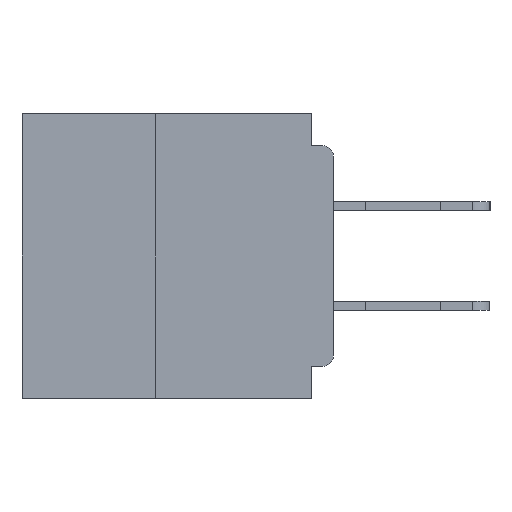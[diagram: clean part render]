
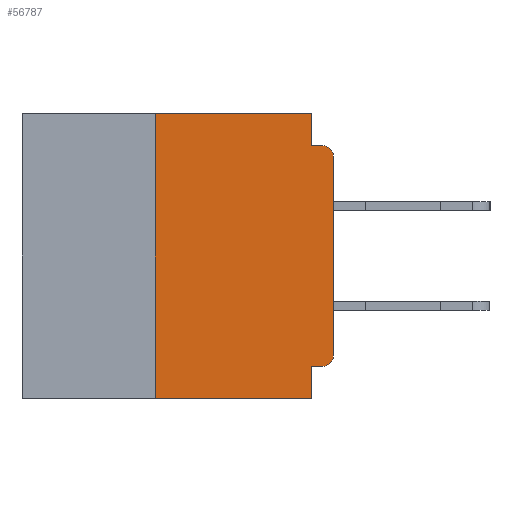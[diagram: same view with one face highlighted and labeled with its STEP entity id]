
A CAD part, left-side view. The second image highlights one B-rep face of the part: STEP entity #56787.
In plain terms, the highlighted planar face has unit normal (-1, 0, 0).
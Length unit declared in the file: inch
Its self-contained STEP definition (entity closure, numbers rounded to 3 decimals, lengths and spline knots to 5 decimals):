
#811 = CARTESIAN_POINT ( 'NONE',  ( 0., 0.437, 0. ) ) ;
#1092 = LINE ( 'NONE', #43542, #12980 ) ;
#2346 = CARTESIAN_POINT ( 'NONE',  ( 0., 0.015, -0.355 ) ) ;
#3311 = CARTESIAN_POINT ( 'NONE',  ( 0., 0.031, -0.045 ) ) ;
#3708 = LINE ( 'NONE', #7791, #26100 ) ;
#4604 = CARTESIAN_POINT ( 'NONE',  ( 0., 0.015, -0.06 ) ) ;
#6334 = CARTESIAN_POINT ( 'NONE',  ( 0., 0.031, 0. ) ) ;
#7791 = CARTESIAN_POINT ( 'NONE',  ( 0., 0.437, -0.4 ) ) ;
#8259 = EDGE_CURVE ( 'NONE', #50774, #22200, #33619, .T. ) ;
#8383 = VECTOR ( 'NONE', #15108, 39.37008 ) ;
#9091 = DIRECTION ( 'NONE',  ( 0., 0., -1. ) ) ;
#9573 = VERTEX_POINT ( 'NONE', #10638 ) ;
#10302 = ORIENTED_EDGE ( 'NONE', *, *, #8259, .F. ) ;
#10486 = EDGE_CURVE ( 'NONE', #32771, #13298, #50402, .T. ) ;
#10638 = CARTESIAN_POINT ( 'NONE',  ( 0., 0., -0.34 ) ) ;
#10867 = ORIENTED_EDGE ( 'NONE', *, *, #31706, .F. ) ;
#11531 = EDGE_LOOP ( 'NONE', ( #19375, #40085, #10302, #31977, #10867, #34912, #12269, #19356, #26508, #47030 ) ) ;
#11941 = CARTESIAN_POINT ( 'NONE',  ( 0., 0.25, -0.4 ) ) ;
#12241 = DIRECTION ( 'NONE',  ( 0., -1., 0. ) ) ;
#12269 = ORIENTED_EDGE ( 'NONE', *, *, #55852, .T. ) ;
#12465 = DIRECTION ( 'NONE',  ( 0., 1., 0. ) ) ;
#12980 = VECTOR ( 'NONE', #26602, 39.37008 ) ;
#13298 = VERTEX_POINT ( 'NONE', #20552 ) ;
#13753 = VECTOR ( 'NONE', #39525, 39.37008 ) ;
#14291 = PLANE ( 'NONE',  #41636 ) ;
#14394 = AXIS2_PLACEMENT_3D ( 'NONE', #44627, #17901, #49071 ) ;
#15108 = DIRECTION ( 'NONE',  ( 0., -1., 0. ) ) ;
#17173 = VERTEX_POINT ( 'NONE', #42293 ) ;
#17252 = CARTESIAN_POINT ( 'NONE',  ( 0., 0.25, -0.4 ) ) ;
#17901 = DIRECTION ( 'NONE',  ( -1., 0., 0. ) ) ;
#18622 = AXIS2_PLACEMENT_3D ( 'NONE', #4604, #35898, #9091 ) ;
#18847 = DIRECTION ( 'NONE',  ( 0., 0., -1. ) ) ;
#19083 = VECTOR ( 'NONE', #12465, 39.37008 ) ;
#19356 = ORIENTED_EDGE ( 'NONE', *, *, #52889, .F. ) ;
#19375 = ORIENTED_EDGE ( 'NONE', *, *, #40895, .T. ) ;
#19543 = LINE ( 'NONE', #34148, #50856 ) ;
#20552 = CARTESIAN_POINT ( 'NONE',  ( 0., 0.031, -0.355 ) ) ;
#20618 = EDGE_CURVE ( 'NONE', #32771, #9573, #56791, .T. ) ;
#22200 = VERTEX_POINT ( 'NONE', #42550 ) ;
#23697 = LINE ( 'NONE', #50900, #34196 ) ;
#24321 = DIRECTION ( 'NONE',  ( 0., 0., -1. ) ) ;
#24593 = FACE_OUTER_BOUND ( 'NONE', #11531, .T. ) ;
#25319 = DIRECTION ( 'NONE',  ( 0., -1., 0. ) ) ;
#26100 = VECTOR ( 'NONE', #12241, 39.37008 ) ;
#26508 = ORIENTED_EDGE ( 'NONE', *, *, #10486, .F. ) ;
#26602 = DIRECTION ( 'NONE',  ( 0., 0., 1. ) ) ;
#27986 = EDGE_CURVE ( 'NONE', #55201, #49369, #37546, .T. ) ;
#29221 = VERTEX_POINT ( 'NONE', #36060 ) ;
#31706 = EDGE_CURVE ( 'NONE', #49369, #53705, #19543, .T. ) ;
#31977 = ORIENTED_EDGE ( 'NONE', *, *, #34003, .F. ) ;
#32771 = VERTEX_POINT ( 'NONE', #2346 ) ;
#33619 = LINE ( 'NONE', #37383, #8383 ) ;
#34003 = EDGE_CURVE ( 'NONE', #53705, #50774, #48612, .T. ) ;
#34148 = CARTESIAN_POINT ( 'NONE',  ( 0., 0.437, 0. ) ) ;
#34196 = VECTOR ( 'NONE', #55338, 39.37008 ) ;
#34912 = ORIENTED_EDGE ( 'NONE', *, *, #27986, .F. ) ;
#35341 = CARTESIAN_POINT ( 'NONE',  ( 0., 0.031, 0. ) ) ;
#35898 = DIRECTION ( 'NONE',  ( -1., 0., 0. ) ) ;
#36060 = CARTESIAN_POINT ( 'NONE',  ( 0., 0.031, -0.4 ) ) ;
#36810 = VECTOR ( 'NONE', #24321, 39.37008 ) ;
#37383 = CARTESIAN_POINT ( 'NONE',  ( 0., 0., -0.045 ) ) ;
#37546 = LINE ( 'NONE', #17252, #13753 ) ;
#39252 = CARTESIAN_POINT ( 'NONE',  ( 0., 0., -0.355 ) ) ;
#39525 = DIRECTION ( 'NONE',  ( 0., 0., 1. ) ) ;
#40085 = ORIENTED_EDGE ( 'NONE', *, *, #41585, .T. ) ;
#40895 = EDGE_CURVE ( 'NONE', #9573, #17173, #1092, .T. ) ;
#41585 = EDGE_CURVE ( 'NONE', #17173, #22200, #45043, .T. ) ;
#41636 = AXIS2_PLACEMENT_3D ( 'NONE', #811, #45556, #18847 ) ;
#42293 = CARTESIAN_POINT ( 'NONE',  ( 0., 0., -0.06 ) ) ;
#42383 = CARTESIAN_POINT ( 'NONE',  ( 0., 0.25, 0. ) ) ;
#42550 = CARTESIAN_POINT ( 'NONE',  ( 0., 0.015, -0.045 ) ) ;
#43542 = CARTESIAN_POINT ( 'NONE',  ( 0., 0., 0. ) ) ;
#44627 = CARTESIAN_POINT ( 'NONE',  ( 0., 0.015, -0.34 ) ) ;
#45043 = CIRCLE ( 'NONE', #18622, 0.015 ) ;
#45556 = DIRECTION ( 'NONE',  ( 1., 0., 0. ) ) ;
#47030 = ORIENTED_EDGE ( 'NONE', *, *, #20618, .T. ) ;
#48612 = LINE ( 'NONE', #6334, #36810 ) ;
#49071 = DIRECTION ( 'NONE',  ( 0., 0., -1. ) ) ;
#49369 = VERTEX_POINT ( 'NONE', #42383 ) ;
#50402 = LINE ( 'NONE', #39252, #19083 ) ;
#50774 = VERTEX_POINT ( 'NONE', #3311 ) ;
#50856 = VECTOR ( 'NONE', #25319, 39.37008 ) ;
#50900 = CARTESIAN_POINT ( 'NONE',  ( 0., 0.031, -0.4 ) ) ;
#52889 = EDGE_CURVE ( 'NONE', #13298, #29221, #23697, .T. ) ;
#53705 = VERTEX_POINT ( 'NONE', #35341 ) ;
#55201 = VERTEX_POINT ( 'NONE', #11941 ) ;
#55338 = DIRECTION ( 'NONE',  ( 0., 0., -1. ) ) ;
#55852 = EDGE_CURVE ( 'NONE', #55201, #29221, #3708, .T. ) ;
#56787 = ADVANCED_FACE ( 'NONE', ( #24593 ), #14291, .F. ) ;
#56791 = CIRCLE ( 'NONE', #14394, 0.015 ) ;
